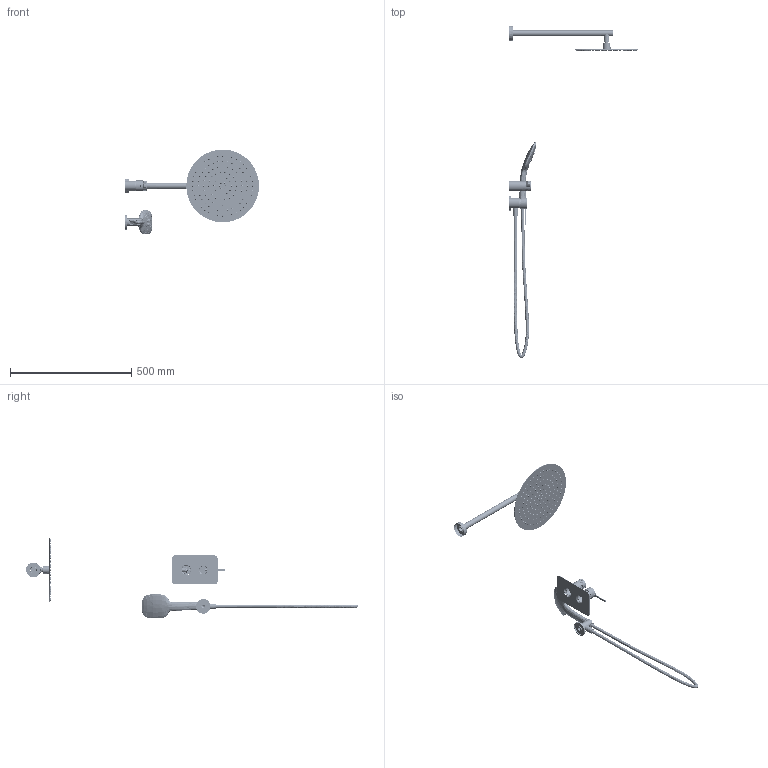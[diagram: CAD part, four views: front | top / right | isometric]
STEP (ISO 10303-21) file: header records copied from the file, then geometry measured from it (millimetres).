
FILE_DESCRIPTION (( 'STEP AP203' ), '1' );
FILE_NAME ('84DP12995.STEP', '2025-11-24T10:58:03', ( '' ), ( '' ), 'SwSTEP 2.0', 'SolidWorks 2021', '' );
FILE_SCHEMA (( 'CONFIG_CONTROL_DESIGN' ));
Products named in the file (1): 84DP12995
Bounding box: 552.72 x 1367.8 x 349.98 mm (x, y, z)
Surface area: 765083.7 mm2 (no closed solid volume)
Topology: 0 solids, 33 shells, 8994 faces, 24595 edges, 16322 vertices
Faces by surface type: bspline 2949, plane 2738, cylinder 2683, cone 556, torus 58, sphere 10
Full cylindrical faces by diameter (mm): 1.2 x132, 1.5 x3, 1.7 x2, 2 x1, 2.3 x1, 3.1 x50, 3.3 x1, 3.6 x50, 4 x269, 4.2 x1, 4.4 x50, 4.5 x5, 5.5 x1, 5.8 x132, 6.2 x1, 7 x1, 7.9 x1, 8 x2, 8.5 x1, 9 x1, 10.5 x1, 10.7 x1, 12.7 x1, 13.4 x1, 14 x2, 14.5 x1, 15 x1, 16.182 x1, 16.45 x2, 18 x3
Entity records: 569010 total; most frequent: CARTESIAN_POINT 381972, ORIENTED_EDGE 43100, DIRECTION 28691, EDGE_CURVE 21552, VERTEX_POINT 15376, EDGE_LOOP 12508, AXIS2_PLACEMENT_3D 12127, FACE_OUTER_BOUND 10495
